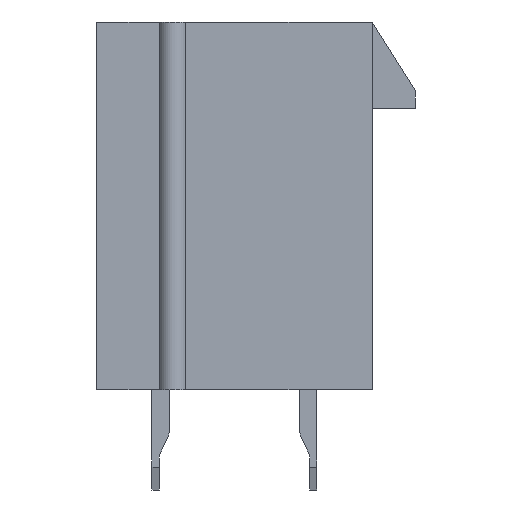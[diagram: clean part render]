
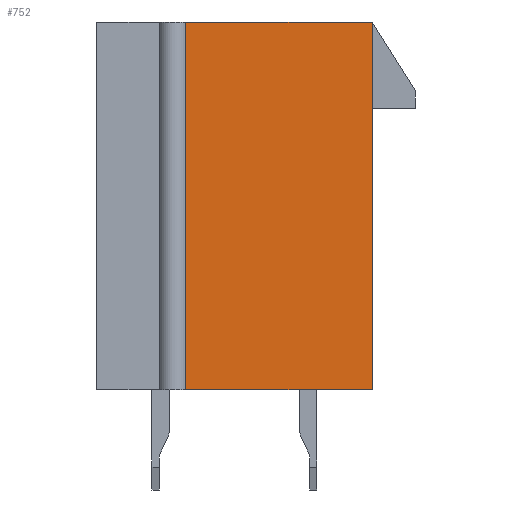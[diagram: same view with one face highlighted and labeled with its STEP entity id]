
A CAD part, left-side view. The second image highlights one B-rep face of the part: STEP entity #752.
In plain terms, the highlighted planar face has unit normal (-1, 0, 0).
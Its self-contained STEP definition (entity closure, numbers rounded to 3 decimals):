
#752 = ADVANCED_FACE( '', ( #1550 ), #1551, .T. );
#1550 = FACE_OUTER_BOUND( '', #2413, .T. );
#1551 = PLANE( '', #2414 );
#2413 = EDGE_LOOP( '', ( #4471, #4472, #4473, #4474 ) );
#2414 = AXIS2_PLACEMENT_3D( '', #4475, #4476, #4477 );
#4471 = ORIENTED_EDGE( '', *, *, #5650, .T. );
#4472 = ORIENTED_EDGE( '', *, *, #6030, .F. );
#4473 = ORIENTED_EDGE( '', *, *, #6448, .T. );
#4474 = ORIENTED_EDGE( '', *, *, #5856, .T. );
#4475 = CARTESIAN_POINT( '', ( -9.05, 0., 0. ) );
#4476 = DIRECTION( '', ( -1., 0., 0. ) );
#4477 = DIRECTION( '', ( 0., 0., 1. ) );
#5650 = EDGE_CURVE( '', #6877, #6878, #6879, .T. );
#5856 = EDGE_CURVE( '', #7236, #6877, #7237, .T. );
#6030 = EDGE_CURVE( '', #7522, #6878, #7524, .T. );
#6448 = EDGE_CURVE( '', #7522, #7236, #8116, .T. );
#6877 = VERTEX_POINT( '', #8672 );
#6878 = VERTEX_POINT( '', #8673 );
#6879 = LINE( '', #8674, #8675 );
#7236 = VERTEX_POINT( '', #9187 );
#7237 = LINE( '', #9188, #9189 );
#7522 = VERTEX_POINT( '', #9608 );
#7524 = LINE( '', #9610, #9611 );
#8116 = LINE( '', #10493, #10494 );
#8672 = CARTESIAN_POINT( '', ( -9.05, -4.8, 6.4 ) );
#8673 = CARTESIAN_POINT( '', ( -9.05, 1.7, 6.4 ) );
#8674 = CARTESIAN_POINT( '', ( -9.05, -4.8, 6.4 ) );
#8675 = VECTOR( '', #10983, 1000. );
#9187 = CARTESIAN_POINT( '', ( -9.05, -4.8, -6.4 ) );
#9188 = CARTESIAN_POINT( '', ( -9.05, -4.8, -6.4 ) );
#9189 = VECTOR( '', #11196, 1000. );
#9608 = CARTESIAN_POINT( '', ( -9.05, 1.7, -6.4 ) );
#9610 = CARTESIAN_POINT( '', ( -9.05, 1.7, -6.4 ) );
#9611 = VECTOR( '', #11346, 1000. );
#10493 = CARTESIAN_POINT( '', ( -9.05, 4.8, -6.4 ) );
#10494 = VECTOR( '', #11718, 1000. );
#10983 = DIRECTION( '', ( 0., 1., 0. ) );
#11196 = DIRECTION( '', ( 0., 0., 1. ) );
#11346 = DIRECTION( '', ( 0., 0., 1. ) );
#11718 = DIRECTION( '', ( 0., -1., 0. ) );
